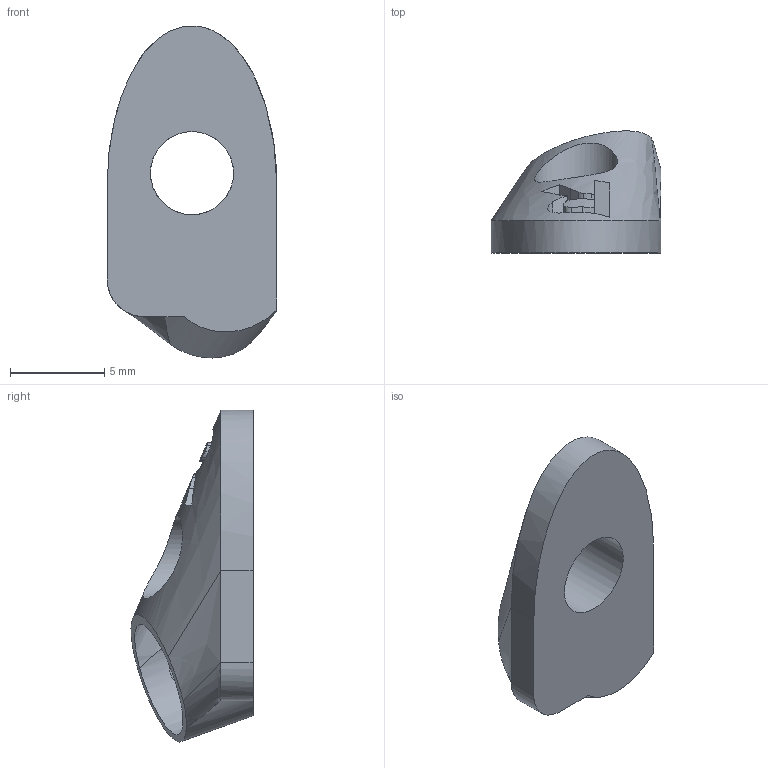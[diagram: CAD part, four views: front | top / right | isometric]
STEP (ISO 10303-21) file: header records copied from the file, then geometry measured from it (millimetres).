
FILE_DESCRIPTION(/* description */ (''),/* implementation_level */ '2;1');
FILE_NAME(/* name */ 'Carriege Front Bolt Holder R.step',/* time_stamp */ '2023-05-10T22:56:38-07:00',/* author */ (''),/* organization */ (''),/* preprocessor_version */ 'ST-DEVELOPER v19.2',/* originating_system */ 'Autodesk Translation Framework v12.4.0.73',/* authorisation */ '');
FILE_SCHEMA (('AUTOMOTIVE_DESIGN { 1 0 10303 214 3 1 1 }'));
Length unit declared in the file: millimetre
Products named in the file (1): Carriege Front Bolt Holder R
Bounding box: 9 x 6.46 x 17.58 mm (x, y, z)
Volume: 386.3 mm3; surface area: 496.6 mm2
Topology: 1 solids, 1 shells, 44 faces, 116 edges, 77 vertices
Faces by surface type: bspline 21, plane 18, cylinder 4, cone 1
Full cylindrical faces by diameter (mm): 2.6 x1, 4.4 x1
Entity records: 2199 total; most frequent: CARTESIAN_POINT 1217, ORIENTED_EDGE 232, DIRECTION 123, EDGE_CURVE 116, VERTEX_POINT 77, LINE 53, VECTOR 53, B_SPLINE_CURVE_WITH_KNOTS 52
